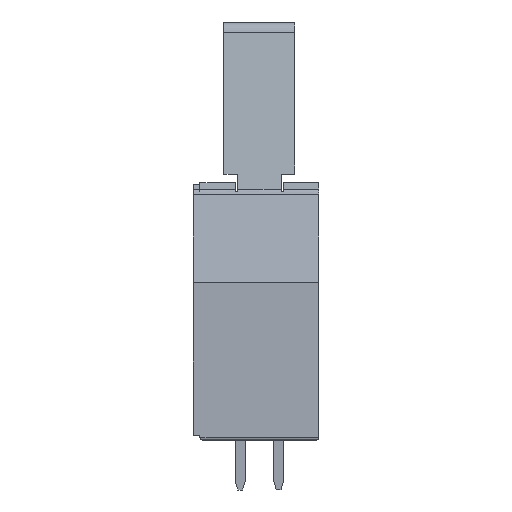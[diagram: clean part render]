
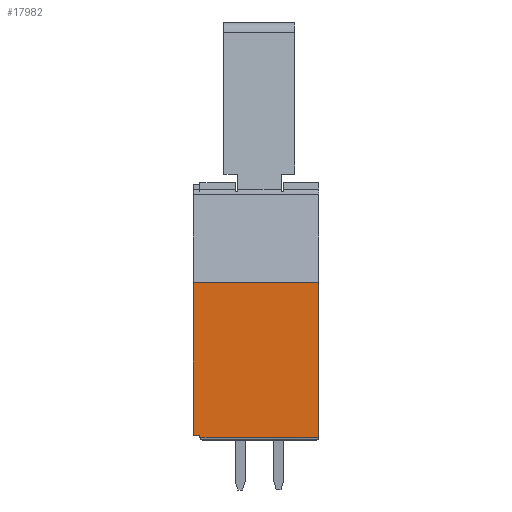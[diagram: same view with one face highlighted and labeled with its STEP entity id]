
A CAD part, left-side view. The second image highlights one B-rep face of the part: STEP entity #17982.
In plain terms, the highlighted planar face has unit normal (-1, 0, 0).
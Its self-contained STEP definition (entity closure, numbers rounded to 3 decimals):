
#6276=VERTEX_POINT('',#18714);
#6736=EDGE_CURVE('',#11598,#6276,#19212,.T.);
#7028=VERTEX_POINT('',#19522);
#8814=VERTEX_POINT('',#21540);
#9110=VERTEX_POINT('',#21858);
#10316=EDGE_CURVE('',#9110,#8814,#23157,.T.);
#10584=EDGE_CURVE('',#8814,#7028,#23449,.T.);
#11598=VERTEX_POINT('',#24570);
#12748=EDGE_CURVE('',#13244,#11598,#25835,.T.);
#13244=VERTEX_POINT('',#26382);
#13826=EDGE_CURVE('',#13244,#9110,#27023,.T.);
#17234=EDGE_CURVE('',#7028,#6276,#30823,.T.);
#17982=ADVANCED_FACE('',(#31625),#31626,.T.);
#18714=CARTESIAN_POINT('',(-50.24,0.0,10.4));
#19212=LINE('',#33160,#33161);
#19522=CARTESIAN_POINT('',(-50.24,8.3,10.4));
#21540=CARTESIAN_POINT('',(-50.24,8.3,0.3));
#21858=CARTESIAN_POINT('',(-50.24,7.85,0.3));
#23157=LINE('',#38872,#38873);
#23449=LINE('',#39279,#39280);
#24570=CARTESIAN_POINT('',(-50.24,0.0,0.15));
#25835=LINE('',#42679,#42680);
#26382=CARTESIAN_POINT('',(-50.24,7.85,0.15));
#27023=LINE('',#44345,#44346);
#30823=LINE('',#49774,#49775);
#31625=FACE_OUTER_BOUND('',#50956,.T.);
#31626=PLANE('',#50957);
#33160=CARTESIAN_POINT('',(-50.24,0.0,0.0));
#33161=VECTOR('',#52515,1.0);
#38872=CARTESIAN_POINT('',(-50.24,4.15,0.3));
#38873=VECTOR('',#56443,1.0);
#39279=CARTESIAN_POINT('',(-50.24,8.3,0.0));
#39280=VECTOR('',#56701,1.0);
#42679=CARTESIAN_POINT('',(-50.24,4.15,0.15));
#42680=VECTOR('',#59266,1.0);
#44345=CARTESIAN_POINT('',(-50.24,7.85,0.15));
#44346=VECTOR('',#60558,1.0);
#49774=CARTESIAN_POINT('',(-50.24,4.15,10.4));
#49775=VECTOR('',#64539,1.0);
#50956=EDGE_LOOP('',(#65213,#65214,#65215,#65216,#65217,#65218));
#50957=AXIS2_PLACEMENT_3D('',#65219,#65220,#65221);
#52515=DIRECTION('',(0.0,0.0,1.0));
#56443=DIRECTION('',(0.0,1.0,0.));
#56701=DIRECTION('',(0.0,0.0,1.0));
#59266=DIRECTION('',(0.0,-1.0,0.));
#60558=DIRECTION('',(0.0,0.,1.0));
#64539=DIRECTION('',(0.0,-1.0,0.));
#65213=ORIENTED_EDGE('',*,*,#13826,.F.);
#65214=ORIENTED_EDGE('',*,*,#12748,.T.);
#65215=ORIENTED_EDGE('',*,*,#6736,.T.);
#65216=ORIENTED_EDGE('',*,*,#17234,.F.);
#65217=ORIENTED_EDGE('',*,*,#10584,.F.);
#65218=ORIENTED_EDGE('',*,*,#10316,.F.);
#65219=CARTESIAN_POINT('',(-50.24,0.0,0.0));
#65220=DIRECTION('',(-1.0,0.0,0.0));
#65221=DIRECTION('',(0.0,-1.0,0.0));
